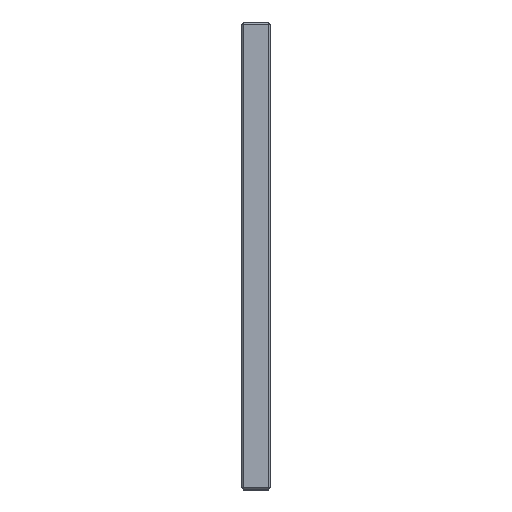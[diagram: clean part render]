
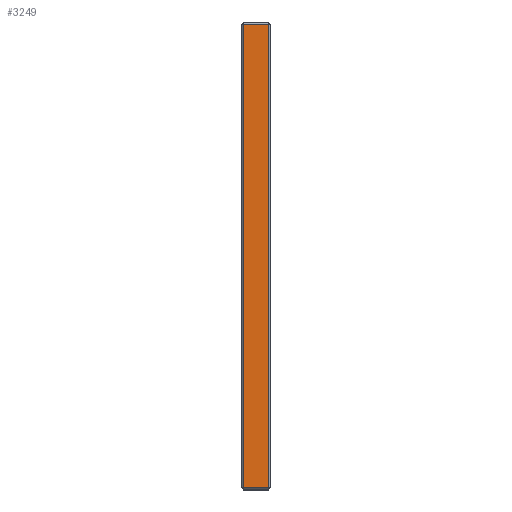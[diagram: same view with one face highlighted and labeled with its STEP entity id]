
A CAD part, left-side view. The second image highlights one B-rep face of the part: STEP entity #3249.
In plain terms, the highlighted planar face has unit normal (-1, 0, 0).
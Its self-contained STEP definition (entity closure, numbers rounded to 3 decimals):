
#162 = EDGE_LOOP ( 'NONE', ( #3146, #3134, #3148, #3095 ) ) ;
#600 = VERTEX_POINT ( 'NONE', #3002 ) ;
#900 = EDGE_CURVE ( 'NONE', #2538, #2907, #2678, .T. ) ;
#903 = EDGE_CURVE ( 'NONE', #600, #2472, #2684, .T. ) ;
#972 = EDGE_CURVE ( 'NONE', #2907, #600, #2358, .T. ) ;
#1187 = EDGE_CURVE ( 'NONE', #2472, #2538, #2278, .T. ) ;
#1251 = VECTOR ( 'NONE', #2715, 1000. ) ;
#1334 = VECTOR ( 'NONE', #2726, 1000. ) ;
#1361 = VECTOR ( 'NONE', #2206, 1000. ) ;
#1375 = VECTOR ( 'NONE', #2341, 1000. ) ;
#1439 = FACE_OUTER_BOUND ( 'NONE', #162, .T. ) ;
#1441 = AXIS2_PLACEMENT_3D ( 'NONE', #4297, #4296, #4295 ) ;
#2189 = CARTESIAN_POINT ( 'NONE',  ( -100., 12.7, -99. ) ) ;
#2206 = DIRECTION ( 'NONE',  ( 0., -1., 0. ) ) ;
#2278 = LINE ( 'NONE', #2839, #1375 ) ;
#2318 = CARTESIAN_POINT ( 'NONE',  ( -100., 1., 99. ) ) ;
#2341 = DIRECTION ( 'NONE',  ( 0., 1., 0. ) ) ;
#2358 = LINE ( 'NONE', #2189, #1361 ) ;
#2472 = VERTEX_POINT ( 'NONE', #2318 ) ;
#2538 = VERTEX_POINT ( 'NONE', #2565 ) ;
#2565 = CARTESIAN_POINT ( 'NONE',  ( -100., 11.7, 99. ) ) ;
#2678 = LINE ( 'NONE', #2702, #1251 ) ;
#2684 = LINE ( 'NONE', #2688, #1334 ) ;
#2688 = CARTESIAN_POINT ( 'NONE',  ( -100., 1., 100. ) ) ;
#2702 = CARTESIAN_POINT ( 'NONE',  ( -100., 11.7, -100. ) ) ;
#2715 = DIRECTION ( 'NONE',  ( 0., 0., -1. ) ) ;
#2726 = DIRECTION ( 'NONE',  ( 0., 0., 1. ) ) ;
#2768 = CARTESIAN_POINT ( 'NONE',  ( -100., 11.7, -99. ) ) ;
#2839 = CARTESIAN_POINT ( 'NONE',  ( -100., 12.7, 99. ) ) ;
#2907 = VERTEX_POINT ( 'NONE', #2768 ) ;
#3002 = CARTESIAN_POINT ( 'NONE',  ( -100., 1., -99. ) ) ;
#3095 = ORIENTED_EDGE ( 'NONE', *, *, #1187, .T. ) ;
#3134 = ORIENTED_EDGE ( 'NONE', *, *, #972, .T. ) ;
#3146 = ORIENTED_EDGE ( 'NONE', *, *, #900, .T. ) ;
#3148 = ORIENTED_EDGE ( 'NONE', *, *, #903, .T. ) ;
#3249 = ADVANCED_FACE ( 'NONE', ( #1439 ), #4298, .F. ) ;
#4295 = DIRECTION ( 'NONE',  ( 0., 0., -1. ) ) ;
#4296 = DIRECTION ( 'NONE',  ( 1., 0., 0. ) ) ;
#4297 = CARTESIAN_POINT ( 'NONE',  ( -100., 12.7, -100. ) ) ;
#4298 = PLANE ( 'NONE',  #1441 ) ;
